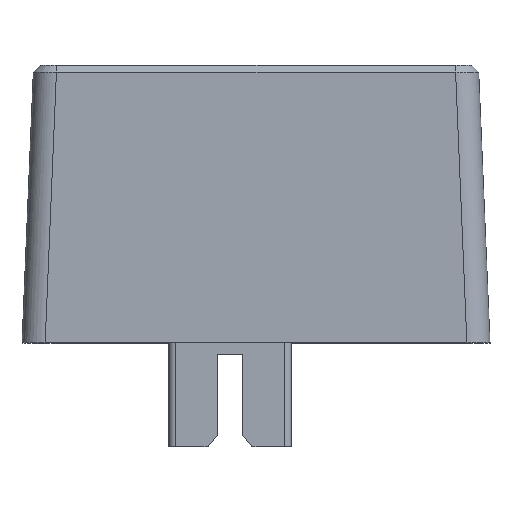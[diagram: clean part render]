
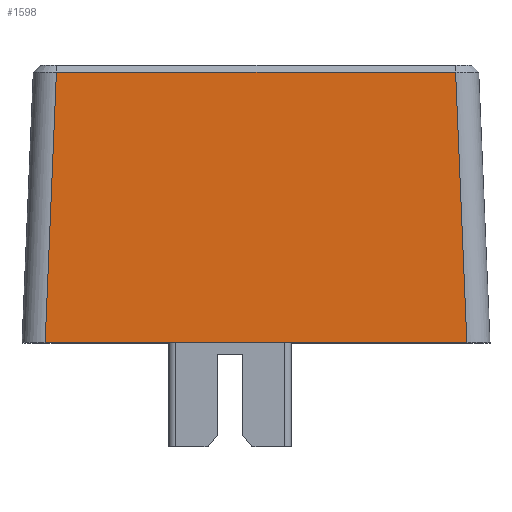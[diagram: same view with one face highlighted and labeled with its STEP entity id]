
A CAD part, top view. The second image highlights one B-rep face of the part: STEP entity #1598.
In plain terms, the highlighted planar face has unit normal (0, 0, 1).
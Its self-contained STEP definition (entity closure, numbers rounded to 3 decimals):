
#107=PLANE('',#1706);
#181=FACE_OUTER_BOUND('',#262,.T.);
#262=EDGE_LOOP('',(#1325,#1326,#1327,#1328,#1329,#1330));
#341=LINE('',#2243,#515);
#344=LINE('',#2263,#518);
#350=LINE('',#2319,#524);
#436=LINE('',#2816,#610);
#437=LINE('',#2818,#611);
#438=LINE('',#2819,#612);
#515=VECTOR('',#1828,10.);
#518=VECTOR('',#1831,10.);
#524=VECTOR('',#1843,10.);
#610=VECTOR('',#2019,10.);
#611=VECTOR('',#2020,10.);
#612=VECTOR('',#2021,10.);
#703=VERTEX_POINT('',#2230);
#705=VERTEX_POINT('',#2240);
#706=VERTEX_POINT('',#2242);
#708=VERTEX_POINT('',#2285);
#774=VERTEX_POINT('',#2815);
#775=VERTEX_POINT('',#2817);
#857=EDGE_CURVE('',#705,#706,#341,.T.);
#860=EDGE_CURVE('',#706,#703,#344,.T.);
#869=EDGE_CURVE('',#708,#705,#350,.T.);
#976=EDGE_CURVE('',#774,#708,#436,.T.);
#977=EDGE_CURVE('',#775,#774,#437,.T.);
#978=EDGE_CURVE('',#703,#775,#438,.T.);
#1325=ORIENTED_EDGE('',*,*,#869,.F.);
#1326=ORIENTED_EDGE('',*,*,#976,.F.);
#1327=ORIENTED_EDGE('',*,*,#977,.F.);
#1328=ORIENTED_EDGE('',*,*,#978,.F.);
#1329=ORIENTED_EDGE('',*,*,#860,.F.);
#1330=ORIENTED_EDGE('',*,*,#857,.F.);
#1598=ADVANCED_FACE('',(#181),#107,.F.);
#1706=AXIS2_PLACEMENT_3D('',#2814,#2017,#2018);
#1828=DIRECTION('',(1.,0.,0.));
#1831=DIRECTION('',(1.,0.,0.));
#1843=DIRECTION('',(1.,0.,0.));
#2017=DIRECTION('center_axis',(0.,0.,
-1.));
#2018=DIRECTION('ref_axis',(-1.,0.,0.));
#2019=DIRECTION('',(0.042,0.999,0.));
#2020=DIRECTION('',(-1.,0.,0.));
#2021=DIRECTION('',(0.042,-0.999,0.));
#2230=CARTESIAN_POINT('',(8.637,11.7,9.));
#2240=CARTESIAN_POINT('',(-8.624,11.7,9.));
#2242=CARTESIAN_POINT('',(8.624,11.7,9.));
#2243=CARTESIAN_POINT('',(5.063,11.7,9.));
#2263=CARTESIAN_POINT('',(8.624,11.7,9.));
#2285=CARTESIAN_POINT('',(-8.637,11.7,9.));
#2319=CARTESIAN_POINT('',(-8.637,11.7,9.));
#2814=CARTESIAN_POINT('Origin',(10.125,0.,9.));
#2815=CARTESIAN_POINT('',(-9.124,0.,9.));
#2816=CARTESIAN_POINT('',(-9.108,0.38,9.));
#2817=CARTESIAN_POINT('',(9.124,0.,9.));
#2818=CARTESIAN_POINT('',(10.125,0.,9.));
#2819=CARTESIAN_POINT('',(9.126,-0.042,9.));
